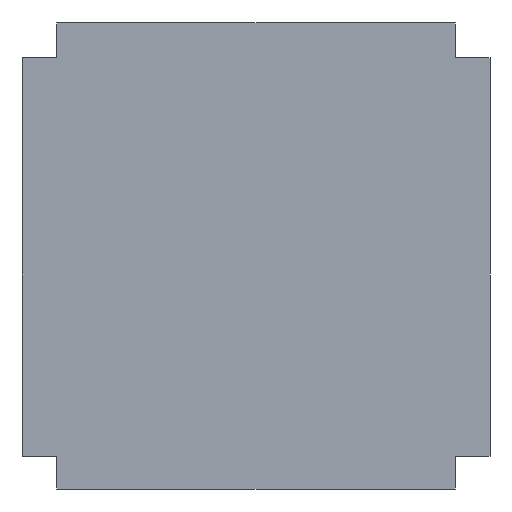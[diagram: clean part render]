
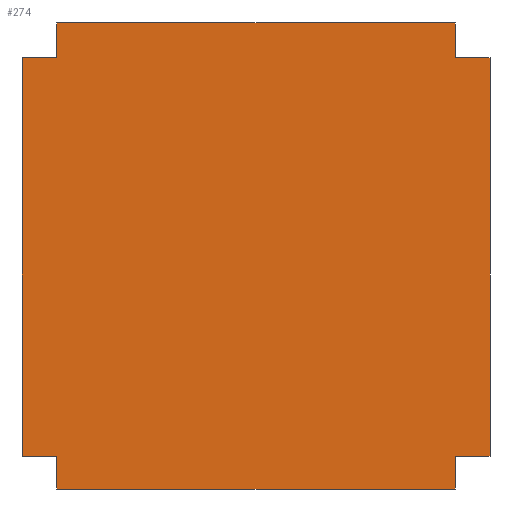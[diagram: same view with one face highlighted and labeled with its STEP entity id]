
A CAD part, front view. The second image highlights one B-rep face of the part: STEP entity #274.
In plain terms, the highlighted planar face has unit normal (0, -1, 0).
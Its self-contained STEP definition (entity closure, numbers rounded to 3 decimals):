
#28=FACE_OUTER_BOUND('',#42,.T.);
#42=EDGE_LOOP('',(#235,#236,#237,#238,#239,#240,#241,#242,#243,#244,#245,
#246));
#44=LINE('',#375,#80);
#49=LINE('',#384,#85);
#51=LINE('',#390,#87);
#56=LINE('',#399,#92);
#58=LINE('',#405,#94);
#63=LINE('',#414,#99);
#67=LINE('',#423,#103);
#68=LINE('',#426,#104);
#71=LINE('',#431,#107);
#73=LINE('',#434,#109);
#75=LINE('',#437,#111);
#77=LINE('',#440,#113);
#80=VECTOR('',#308,10.);
#85=VECTOR('',#315,10.);
#87=VECTOR('',#319,10.);
#92=VECTOR('',#326,10.);
#94=VECTOR('',#330,10.);
#99=VECTOR('',#337,10.);
#103=VECTOR('',#343,10.);
#104=VECTOR('',#346,10.);
#107=VECTOR('',#351,10.);
#109=VECTOR('',#355,10.);
#111=VECTOR('',#359,10.);
#113=VECTOR('',#363,10.);
#115=VERTEX_POINT('',#371);
#117=VERTEX_POINT('',#374);
#120=VERTEX_POINT('',#382);
#121=VERTEX_POINT('',#386);
#123=VERTEX_POINT('',#389);
#126=VERTEX_POINT('',#397);
#127=VERTEX_POINT('',#401);
#129=VERTEX_POINT('',#404);
#132=VERTEX_POINT('',#412);
#134=VERTEX_POINT('',#417);
#136=VERTEX_POINT('',#421);
#137=VERTEX_POINT('',#425);
#140=EDGE_CURVE('',#115,#117,#44,.T.);
#145=EDGE_CURVE('',#120,#115,#49,.T.);
#147=EDGE_CURVE('',#121,#123,#51,.T.);
#152=EDGE_CURVE('',#126,#121,#56,.T.);
#154=EDGE_CURVE('',#127,#129,#58,.T.);
#159=EDGE_CURVE('',#132,#127,#63,.T.);
#163=EDGE_CURVE('',#136,#134,#67,.T.);
#164=EDGE_CURVE('',#134,#137,#68,.T.);
#167=EDGE_CURVE('',#132,#123,#71,.T.);
#169=EDGE_CURVE('',#126,#117,#73,.T.);
#171=EDGE_CURVE('',#120,#137,#75,.T.);
#173=EDGE_CURVE('',#136,#129,#77,.T.);
#235=ORIENTED_EDGE('',*,*,#159,.F.);
#236=ORIENTED_EDGE('',*,*,#167,.T.);
#237=ORIENTED_EDGE('',*,*,#147,.F.);
#238=ORIENTED_EDGE('',*,*,#152,.F.);
#239=ORIENTED_EDGE('',*,*,#169,.T.);
#240=ORIENTED_EDGE('',*,*,#140,.F.);
#241=ORIENTED_EDGE('',*,*,#145,.F.);
#242=ORIENTED_EDGE('',*,*,#171,.T.);
#243=ORIENTED_EDGE('',*,*,#164,.F.);
#244=ORIENTED_EDGE('',*,*,#163,.F.);
#245=ORIENTED_EDGE('',*,*,#173,.T.);
#246=ORIENTED_EDGE('',*,*,#154,.F.);
#260=PLANE('',#302);
#274=ADVANCED_FACE('',(#28),#260,.F.);
#302=AXIS2_PLACEMENT_3D('',#443,#367,#368);
#308=DIRECTION('',(0.,0.,1.));
#315=DIRECTION('',(1.,0.,0.));
#319=DIRECTION('',(1.,0.,0.));
#326=DIRECTION('',(0.,0.,-1.));
#330=DIRECTION('',(0.,0.,-1.));
#337=DIRECTION('',(-1.,0.,0.));
#343=DIRECTION('',(0.,0.,1.));
#346=DIRECTION('',(-1.,0.,0.));
#351=DIRECTION('',(0.,0.,1.));
#355=DIRECTION('',(-1.,0.,0.));
#359=DIRECTION('',(0.,0.,-1.));
#363=DIRECTION('',(1.,0.,0.));
#367=DIRECTION('center_axis',(0.,1.,0.));
#368=DIRECTION('ref_axis',(1.,0.,0.));
#371=CARTESIAN_POINT('',(12.3,21.05,112.7));
#374=CARTESIAN_POINT('',(12.3,21.05,121.5));
#375=CARTESIAN_POINT('',(12.3,21.05,121.5));
#382=CARTESIAN_POINT('',(3.5,21.05,112.7));
#384=CARTESIAN_POINT('',(3.5,21.05,112.7));
#386=CARTESIAN_POINT('',(112.7,21.05,112.7));
#389=CARTESIAN_POINT('',(121.5,21.05,112.7));
#390=CARTESIAN_POINT('',(121.5,21.05,112.7));
#397=CARTESIAN_POINT('',(112.7,21.05,121.5));
#399=CARTESIAN_POINT('',(112.7,21.05,110.5));
#401=CARTESIAN_POINT('',(112.7,21.05,12.3));
#404=CARTESIAN_POINT('',(112.7,21.05,4.));
#405=CARTESIAN_POINT('',(112.7,21.05,15.5));
#412=CARTESIAN_POINT('',(121.5,21.05,12.3));
#414=CARTESIAN_POINT('',(109.5,21.05,12.3));
#417=CARTESIAN_POINT('',(12.3,21.05,12.3));
#421=CARTESIAN_POINT('',(12.3,21.05,4.));
#423=CARTESIAN_POINT('',(12.3,21.05,4.));
#425=CARTESIAN_POINT('',(3.5,21.05,12.3));
#426=CARTESIAN_POINT('',(3.5,21.05,12.3));
#431=CARTESIAN_POINT('',(121.5,21.05,110.5));
#434=CARTESIAN_POINT('',(14.5,21.05,121.5));
#437=CARTESIAN_POINT('',(3.5,21.05,14.5));
#440=CARTESIAN_POINT('',(110.5,21.05,4.));
#443=CARTESIAN_POINT('Origin',(62.5,21.05,62.75));
